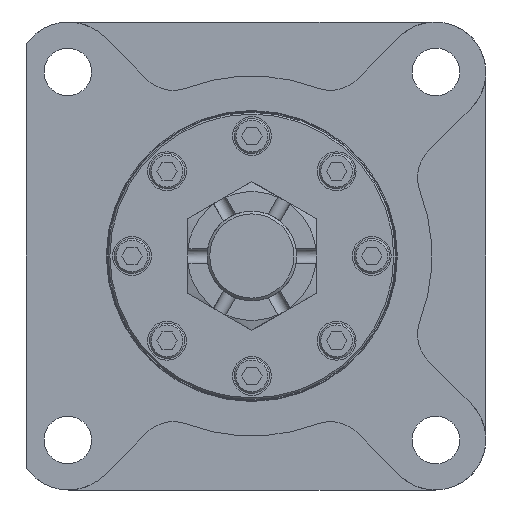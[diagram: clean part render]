
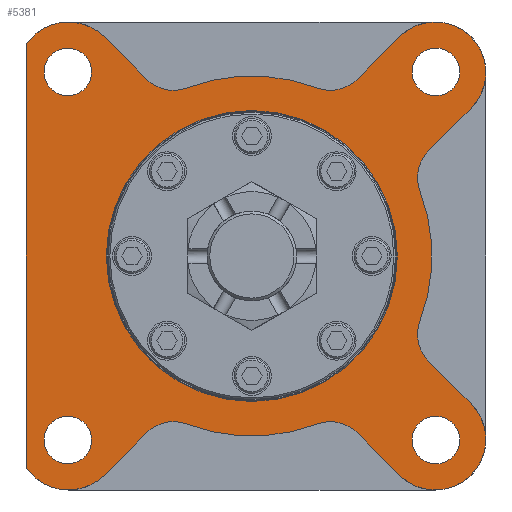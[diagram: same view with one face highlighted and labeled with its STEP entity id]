
A CAD part, left-side view. The second image highlights one B-rep face of the part: STEP entity #5381.
In plain terms, the highlighted planar face has unit normal (-1, 0, 0).
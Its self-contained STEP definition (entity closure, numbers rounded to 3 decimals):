
#391=LINE('',#9173,#747);
#398=LINE('',#9196,#754);
#404=LINE('',#9220,#760);
#410=LINE('',#9240,#766);
#416=LINE('',#9264,#772);
#421=LINE('',#9284,#777);
#426=LINE('',#9300,#782);
#747=VECTOR('',#7084,1000.);
#754=VECTOR('',#7103,1000.);
#760=VECTOR('',#7129,1000.);
#766=VECTOR('',#7147,1000.);
#772=VECTOR('',#7173,1000.);
#777=VECTOR('',#7192,1000.);
#782=VECTOR('',#7207,1000.);
#2063=ORIENTED_EDGE('',*,*,#3047,.T.);
#2064=ORIENTED_EDGE('',*,*,#3048,.T.);
#2065=ORIENTED_EDGE('',*,*,#3049,.T.);
#2066=ORIENTED_EDGE('',*,*,#3050,.T.);
#2067=ORIENTED_EDGE('',*,*,#2972,.T.);
#2068=ORIENTED_EDGE('',*,*,#2973,.F.);
#2069=ORIENTED_EDGE('',*,*,#3045,.T.);
#2070=ORIENTED_EDGE('',*,*,#3042,.F.);
#2071=ORIENTED_EDGE('',*,*,#3039,.T.);
#2072=ORIENTED_EDGE('',*,*,#3036,.F.);
#2073=ORIENTED_EDGE('',*,*,#3031,.F.);
#2074=ORIENTED_EDGE('',*,*,#3028,.F.);
#2075=ORIENTED_EDGE('',*,*,#3021,.F.);
#2076=ORIENTED_EDGE('',*,*,#3018,.F.);
#2077=ORIENTED_EDGE('',*,*,#3015,.T.);
#2078=ORIENTED_EDGE('',*,*,#3012,.F.);
#2079=ORIENTED_EDGE('',*,*,#3009,.T.);
#2080=ORIENTED_EDGE('',*,*,#3006,.F.);
#2081=ORIENTED_EDGE('',*,*,#2999,.F.);
#2082=ORIENTED_EDGE('',*,*,#2996,.F.);
#2083=ORIENTED_EDGE('',*,*,#2993,.T.);
#2084=ORIENTED_EDGE('',*,*,#2990,.F.);
#2085=ORIENTED_EDGE('',*,*,#2987,.T.);
#2086=ORIENTED_EDGE('',*,*,#2984,.F.);
#2087=ORIENTED_EDGE('',*,*,#2977,.F.);
#2972=EDGE_CURVE('',#3549,#3549,#3846,.T.);
#2973=EDGE_CURVE('',#3550,#3551,#391,.T.);
#2977=EDGE_CURVE('',#3551,#3554,#3847,.T.);
#2984=EDGE_CURVE('',#3554,#3560,#398,.T.);
#2987=EDGE_CURVE('',#3562,#3560,#3851,.T.);
#2990=EDGE_CURVE('',#3562,#3564,#3853,.T.);
#2993=EDGE_CURVE('',#3566,#3564,#3855,.T.);
#2996=EDGE_CURVE('',#3566,#3568,#404,.T.);
#2999=EDGE_CURVE('',#3568,#3570,#3857,.T.);
#3006=EDGE_CURVE('',#3570,#3576,#410,.T.);
#3009=EDGE_CURVE('',#3578,#3576,#3861,.T.);
#3012=EDGE_CURVE('',#3578,#3580,#3863,.T.);
#3015=EDGE_CURVE('',#3582,#3580,#3865,.T.);
#3018=EDGE_CURVE('',#3582,#3584,#416,.T.);
#3021=EDGE_CURVE('',#3584,#3586,#3867,.T.);
#3028=EDGE_CURVE('',#3586,#3592,#421,.T.);
#3031=EDGE_CURVE('',#3592,#3594,#3872,.T.);
#3036=EDGE_CURVE('',#3594,#3598,#426,.T.);
#3039=EDGE_CURVE('',#3600,#3598,#3875,.T.);
#3042=EDGE_CURVE('',#3600,#3602,#3877,.T.);
#3045=EDGE_CURVE('',#3550,#3602,#3879,.T.);
#3047=EDGE_CURVE('',#3604,#3604,#3881,.T.);
#3048=EDGE_CURVE('',#3605,#3605,#3882,.T.);
#3049=EDGE_CURVE('',#3606,#3606,#3883,.T.);
#3050=EDGE_CURVE('',#3607,#3607,#3884,.T.);
#3549=VERTEX_POINT('',#9171);
#3550=VERTEX_POINT('',#9174);
#3551=VERTEX_POINT('',#9175);
#3554=VERTEX_POINT('',#9183);
#3560=VERTEX_POINT('',#9197);
#3562=VERTEX_POINT('',#9203);
#3564=VERTEX_POINT('',#9209);
#3566=VERTEX_POINT('',#9215);
#3568=VERTEX_POINT('',#9221);
#3570=VERTEX_POINT('',#9227);
#3576=VERTEX_POINT('',#9241);
#3578=VERTEX_POINT('',#9247);
#3580=VERTEX_POINT('',#9253);
#3582=VERTEX_POINT('',#9259);
#3584=VERTEX_POINT('',#9265);
#3586=VERTEX_POINT('',#9271);
#3592=VERTEX_POINT('',#9285);
#3594=VERTEX_POINT('',#9291);
#3598=VERTEX_POINT('',#9301);
#3600=VERTEX_POINT('',#9307);
#3602=VERTEX_POINT('',#9313);
#3604=VERTEX_POINT('',#9322);
#3605=VERTEX_POINT('',#9324);
#3606=VERTEX_POINT('',#9326);
#3607=VERTEX_POINT('',#9328);
#3846=CIRCLE('',#5905,41.25);
#3847=CIRCLE('',#5908,14.35);
#3851=CIRCLE('',#5914,10.94);
#3853=CIRCLE('',#5917,51.06);
#3855=CIRCLE('',#5920,10.94);
#3857=CIRCLE('',#5924,14.35);
#3861=CIRCLE('',#5930,10.94);
#3863=CIRCLE('',#5933,51.06);
#3865=CIRCLE('',#5936,10.94);
#3867=CIRCLE('',#5940,14.35);
#3872=CIRCLE('',#5947,14.35);
#3875=CIRCLE('',#5952,10.94);
#3877=CIRCLE('',#5955,51.06);
#3879=CIRCLE('',#5958,10.94);
#3881=CIRCLE('',#5961,6.75);
#3882=CIRCLE('',#5962,6.75);
#3883=CIRCLE('',#5963,6.75);
#3884=CIRCLE('',#5964,6.75);
#4258=EDGE_LOOP('',(#2063));
#4259=EDGE_LOOP('',(#2064));
#4260=EDGE_LOOP('',(#2065));
#4261=EDGE_LOOP('',(#2066));
#4262=EDGE_LOOP('',(#2067));
#4263=EDGE_LOOP('',(#2068,#2069,#2070,#2071,#2072,#2073,#2074,#2075,#2076,
#2077,#2078,#2079,#2080,#2081,#2082,#2083,#2084,#2085,#2086,#2087));
#4764=FACE_BOUND('',#4258,.T.);
#4765=FACE_BOUND('',#4259,.T.);
#4766=FACE_BOUND('',#4260,.T.);
#4767=FACE_BOUND('',#4261,.T.);
#4768=FACE_BOUND('',#4262,.T.);
#4769=FACE_BOUND('',#4263,.T.);
#5064=PLANE('',#5960);
#5381=ADVANCED_FACE('',(#4764,#4765,#4766,#4767,#4768,#4769),#5064,.F.);
#5905=AXIS2_PLACEMENT_3D('',#9170,#7080,#7081);
#5908=AXIS2_PLACEMENT_3D('',#9182,#7090,#7091);
#5914=AXIS2_PLACEMENT_3D('',#9202,#7108,#7109);
#5917=AXIS2_PLACEMENT_3D('',#9208,#7115,#7116);
#5920=AXIS2_PLACEMENT_3D('',#9214,#7122,#7123);
#5924=AXIS2_PLACEMENT_3D('',#9226,#7134,#7135);
#5930=AXIS2_PLACEMENT_3D('',#9246,#7152,#7153);
#5933=AXIS2_PLACEMENT_3D('',#9252,#7159,#7160);
#5936=AXIS2_PLACEMENT_3D('',#9258,#7166,#7167);
#5940=AXIS2_PLACEMENT_3D('',#9270,#7178,#7179);
#5947=AXIS2_PLACEMENT_3D('',#9290,#7197,#7198);
#5952=AXIS2_PLACEMENT_3D('',#9306,#7212,#7213);
#5955=AXIS2_PLACEMENT_3D('',#9312,#7219,#7220);
#5958=AXIS2_PLACEMENT_3D('',#9318,#7226,#7227);
#5960=AXIS2_PLACEMENT_3D('',#9320,#7230,#7231);
#5961=AXIS2_PLACEMENT_3D('',#9321,#7232,#7233);
#5962=AXIS2_PLACEMENT_3D('',#9323,#7234,#7235);
#5963=AXIS2_PLACEMENT_3D('',#9325,#7236,#7237);
#5964=AXIS2_PLACEMENT_3D('',#9327,#7238,#7239);
#7080=DIRECTION('',(1.,0.,0.));
#7081=DIRECTION('',(0.,0.,-1.));
#7084=DIRECTION('',(0.,-0.707,0.707));
#7090=DIRECTION('',(1.,0.,0.));
#7091=DIRECTION('',(0.,0.,-1.));
#7103=DIRECTION('',(0.,0.707,-0.707));
#7108=DIRECTION('',(1.,0.,0.));
#7109=DIRECTION('',(0.,0.,-1.));
#7115=DIRECTION('',(1.,0.,0.));
#7116=DIRECTION('',(0.,0.,-1.));
#7122=DIRECTION('',(1.,0.,0.));
#7123=DIRECTION('',(0.,0.,-1.));
#7129=DIRECTION('',(0.,-0.707,-0.707));
#7134=DIRECTION('',(1.,0.,0.));
#7135=DIRECTION('',(0.,0.,-1.));
#7147=DIRECTION('',(0.,0.707,0.707));
#7152=DIRECTION('',(1.,0.,0.));
#7153=DIRECTION('',(0.,0.,-1.));
#7159=DIRECTION('',(1.,0.,0.));
#7160=DIRECTION('',(0.,0.,-1.));
#7166=DIRECTION('',(1.,0.,0.));
#7167=DIRECTION('',(0.,0.,-1.));
#7173=DIRECTION('',(0.,0.707,-0.707));
#7178=DIRECTION('',(1.,0.,0.));
#7179=DIRECTION('',(0.,0.,-1.));
#7192=DIRECTION('',(0.,0.,1.));
#7197=DIRECTION('',(1.,0.,0.));
#7198=DIRECTION('',(0.,0.,-1.));
#7207=DIRECTION('',(0.,-0.707,-0.707));
#7212=DIRECTION('',(1.,0.,0.));
#7213=DIRECTION('',(0.,0.,-1.));
#7219=DIRECTION('',(1.,0.,0.));
#7220=DIRECTION('',(0.,0.,-1.));
#7226=DIRECTION('',(1.,0.,0.));
#7227=DIRECTION('',(0.,0.,-1.));
#7230=DIRECTION('',(1.,0.,0.));
#7231=DIRECTION('',(0.,0.,-1.));
#7232=DIRECTION('',(1.,0.,0.));
#7233=DIRECTION('',(0.,0.,-1.));
#7234=DIRECTION('',(1.,0.,0.));
#7235=DIRECTION('',(0.,0.,-1.));
#7236=DIRECTION('',(1.,0.,0.));
#7237=DIRECTION('',(0.,0.,-1.));
#7238=DIRECTION('',(1.,0.,0.));
#7239=DIRECTION('',(0.,0.,-1.));
#9170=CARTESIAN_POINT('',(47.1,0.,0.));
#9171=CARTESIAN_POINT('',(47.1,0.,-41.25));
#9173=CARTESIAN_POINT('',(47.1,-29.881,50.175));
#9174=CARTESIAN_POINT('',(47.1,-29.881,50.175));
#9175=CARTESIAN_POINT('',(47.1,-41.854,62.148));
#9182=CARTESIAN_POINT('',(47.1,-52.001,52.001));
#9183=CARTESIAN_POINT('',(47.1,-62.148,41.854));
#9196=CARTESIAN_POINT('',(47.1,-62.148,41.854));
#9197=CARTESIAN_POINT('',(47.1,-50.175,29.881));
#9202=CARTESIAN_POINT('',(47.1,-57.91,22.145));
#9203=CARTESIAN_POINT('',(47.1,-47.692,18.237));
#9208=CARTESIAN_POINT('',(47.1,0.,0.));
#9209=CARTESIAN_POINT('',(47.1,-47.692,-18.237));
#9214=CARTESIAN_POINT('',(47.1,-57.91,-22.145));
#9215=CARTESIAN_POINT('',(47.1,-50.175,-29.881));
#9220=CARTESIAN_POINT('',(47.1,-50.175,-29.881));
#9221=CARTESIAN_POINT('',(47.1,-62.148,-41.854));
#9226=CARTESIAN_POINT('',(47.1,-52.001,-52.001));
#9227=CARTESIAN_POINT('',(47.1,-41.854,-62.148));
#9240=CARTESIAN_POINT('',(47.1,-41.854,-62.148));
#9241=CARTESIAN_POINT('',(47.1,-29.881,-50.175));
#9246=CARTESIAN_POINT('',(47.1,-22.145,-57.91));
#9247=CARTESIAN_POINT('',(47.1,-18.237,-47.692));
#9252=CARTESIAN_POINT('',(47.1,0.,0.));
#9253=CARTESIAN_POINT('',(47.1,18.237,-47.692));
#9258=CARTESIAN_POINT('',(47.1,22.145,-57.91));
#9259=CARTESIAN_POINT('',(47.1,29.881,-50.175));
#9264=CARTESIAN_POINT('',(47.1,29.881,-50.175));
#9265=CARTESIAN_POINT('',(47.1,41.854,-62.148));
#9270=CARTESIAN_POINT('',(47.1,52.001,-52.001));
#9271=CARTESIAN_POINT('',(47.1,64.,-59.871));
#9284=CARTESIAN_POINT('',(47.1,64.,-59.871));
#9285=CARTESIAN_POINT('',(47.1,64.,59.871));
#9290=CARTESIAN_POINT('',(47.1,52.001,52.001));
#9291=CARTESIAN_POINT('',(47.1,41.854,62.148));
#9300=CARTESIAN_POINT('',(47.1,41.854,62.148));
#9301=CARTESIAN_POINT('',(47.1,29.881,50.175));
#9306=CARTESIAN_POINT('',(47.1,22.145,57.91));
#9307=CARTESIAN_POINT('',(47.1,18.237,47.692));
#9312=CARTESIAN_POINT('',(47.1,0.,0.));
#9313=CARTESIAN_POINT('',(47.1,-18.237,47.692));
#9318=CARTESIAN_POINT('',(47.1,-22.145,57.91));
#9320=CARTESIAN_POINT('',(47.1,-52.001,52.001));
#9321=CARTESIAN_POINT('',(47.1,-52.184,52.184));
#9322=CARTESIAN_POINT('',(47.1,-52.184,45.434));
#9323=CARTESIAN_POINT('',(47.1,-52.184,-52.184));
#9324=CARTESIAN_POINT('',(47.1,-52.184,-58.934));
#9325=CARTESIAN_POINT('',(47.1,52.184,-52.184));
#9326=CARTESIAN_POINT('',(47.1,52.184,-58.934));
#9327=CARTESIAN_POINT('',(47.1,52.184,52.184));
#9328=CARTESIAN_POINT('',(47.1,52.184,45.434));
